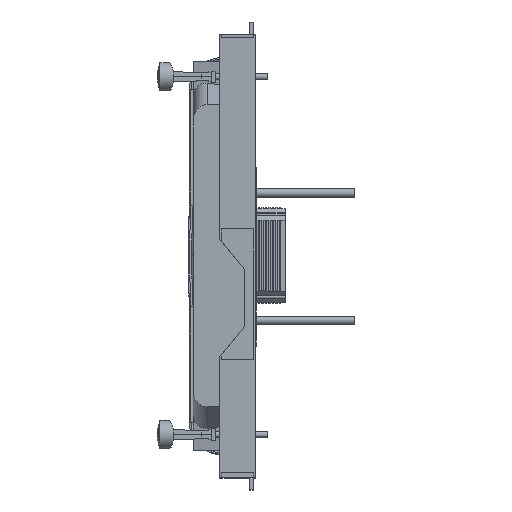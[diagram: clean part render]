
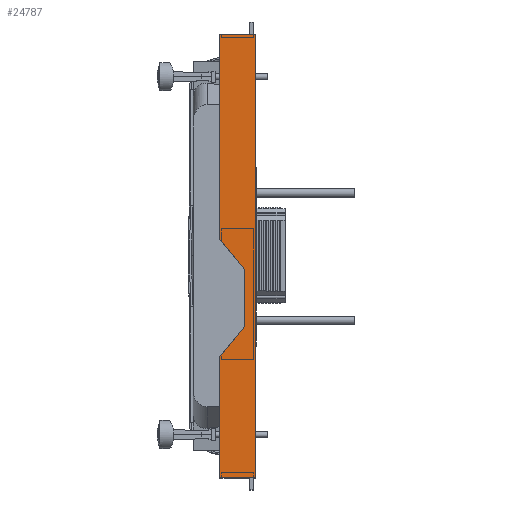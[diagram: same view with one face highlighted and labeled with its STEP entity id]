
A CAD part, top view. The second image highlights one B-rep face of the part: STEP entity #24787.
In plain terms, the highlighted planar face has unit normal (0, 0, 1).
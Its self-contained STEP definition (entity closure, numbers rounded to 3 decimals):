
#3201=LINE('',#44856,#5859);
#3212=LINE('',#44878,#5870);
#3218=LINE('',#44889,#5876);
#3219=LINE('',#44891,#5877);
#3223=LINE('',#44900,#5881);
#3226=LINE('',#44906,#5884);
#3227=LINE('',#44907,#5885);
#3228=LINE('',#44909,#5886);
#5859=VECTOR('',#33970,1000.);
#5870=VECTOR('',#33985,1000.);
#5876=VECTOR('',#33993,1000.);
#5877=VECTOR('',#33996,1000.);
#5881=VECTOR('',#34002,1000.);
#5884=VECTOR('',#34007,1000.);
#5885=VECTOR('',#34008,1000.);
#5886=VECTOR('',#34009,1000.);
#12428=ORIENTED_EDGE('',*,*,#16506,.F.);
#12429=ORIENTED_EDGE('',*,*,#16512,.F.);
#12430=ORIENTED_EDGE('',*,*,#16513,.F.);
#12431=ORIENTED_EDGE('',*,*,#16520,.F.);
#12432=ORIENTED_EDGE('',*,*,#16517,.T.);
#12433=ORIENTED_EDGE('',*,*,#16521,.T.);
#12434=ORIENTED_EDGE('',*,*,#16522,.F.);
#12435=ORIENTED_EDGE('',*,*,#16495,.F.);
#16495=EDGE_CURVE('',#19302,#19303,#3201,.T.);
#16506=EDGE_CURVE('',#19311,#19302,#3212,.T.);
#16512=EDGE_CURVE('',#19315,#19311,#3218,.T.);
#16513=EDGE_CURVE('',#19316,#19315,#3219,.T.);
#16517=EDGE_CURVE('',#19320,#19319,#3223,.T.);
#16520=EDGE_CURVE('',#19320,#19316,#3226,.T.);
#16521=EDGE_CURVE('',#19319,#19322,#3227,.T.);
#16522=EDGE_CURVE('',#19303,#19322,#3228,.T.);
#19302=VERTEX_POINT('',#44855);
#19303=VERTEX_POINT('',#44857);
#19311=VERTEX_POINT('',#44877);
#19315=VERTEX_POINT('',#44888);
#19316=VERTEX_POINT('',#44892);
#19319=VERTEX_POINT('',#44899);
#19320=VERTEX_POINT('',#44901);
#19322=VERTEX_POINT('',#44908);
#21558=EDGE_LOOP('',(#12428,#12429,#12430,#12431,#12432,#12433,#12434,#12435));
#22855=FACE_BOUND('',#21558,.T.);
#23628=PLANE('',#27303);
#24787=ADVANCED_FACE('',(#22855),#23628,.F.);
#27303=AXIS2_PLACEMENT_3D('',#44905,#34005,#34006);
#33970=DIRECTION('',(-0.636,0.772,0.));
#33985=DIRECTION('',(0.,1.,0.));
#33993=DIRECTION('',(0.636,0.772,0.));
#33996=DIRECTION('',(0.,1.,0.));
#34002=DIRECTION('',(0.,1.,0.));
#34005=DIRECTION('',(0.,0.,-1.));
#34006=DIRECTION('',(0.,-1.,0.));
#34007=DIRECTION('',(-1.,0.,0.));
#34008=DIRECTION('',(-1.,0.,0.));
#34009=DIRECTION('',(0.,1.,0.));
#44855=CARTESIAN_POINT('',(-15.,-20.,0.));
#44856=CARTESIAN_POINT('',(-15.,-20.,0.));
#44857=CARTESIAN_POINT('',(-50.,22.5,0.));
#44877=CARTESIAN_POINT('',(-15.,-100.,0.));
#44878=CARTESIAN_POINT('',(-15.,-100.,0.));
#44888=CARTESIAN_POINT('',(-50.,-142.5,0.));
#44889=CARTESIAN_POINT('',(-50.,-142.5,0.));
#44891=CARTESIAN_POINT('',(-50.,-312.75,0.));
#44892=CARTESIAN_POINT('',(-50.,-312.75,0.));
#44899=CARTESIAN_POINT('',(0.,312.75,0.));
#44900=CARTESIAN_POINT('',(0.,-312.75,0.));
#44901=CARTESIAN_POINT('',(0.,-312.75,0.));
#44905=CARTESIAN_POINT('',(0.,-312.75,0.));
#44906=CARTESIAN_POINT('',(0.,-312.75,0.));
#44907=CARTESIAN_POINT('',(0.,312.75,0.));
#44908=CARTESIAN_POINT('',(-50.,312.75,0.));
#44909=CARTESIAN_POINT('',(-50.,-312.75,0.));
